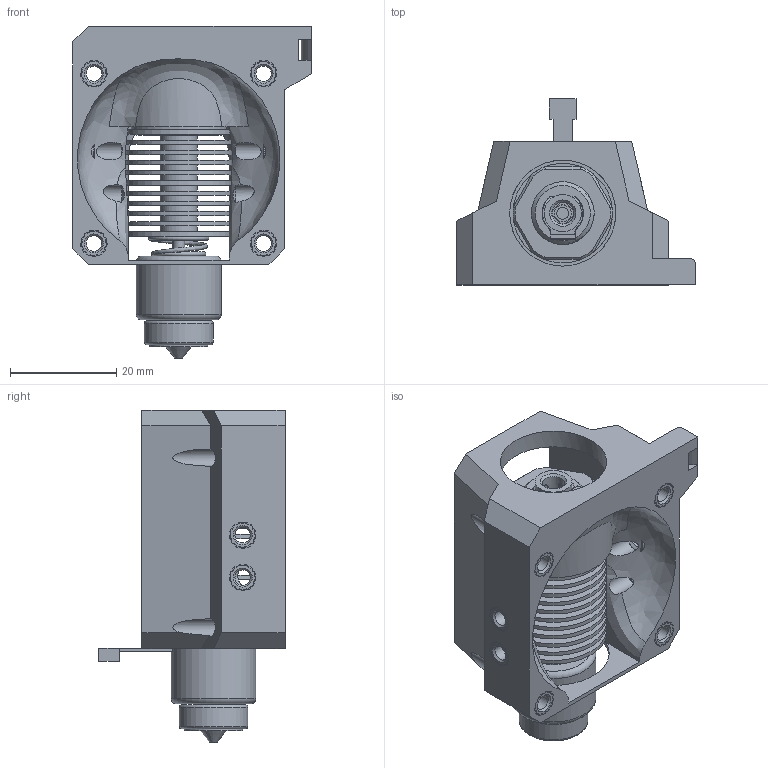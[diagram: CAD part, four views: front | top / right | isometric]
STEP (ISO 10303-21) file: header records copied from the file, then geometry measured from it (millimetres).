
FILE_DESCRIPTION(/* description */ (''),/* implementation_level */ '2;1');
FILE_NAME(/* name */ 'hotend_revo_micro.step',/* time_stamp */ '2023-11-02T13:29:38-05:00',/* author */ (''),/* organization */ (''),/* preprocessor_version */ 'ST-DEVELOPER v20',/* originating_system */ 'Autodesk Translation Framework v12.14.0.127',/* authorisation */ '');
FILE_SCHEMA (('AUTOMOTIVE_DESIGN { 1 0 10303 214 3 1 1 }'));
Length unit declared in the file: millimetre
Products named in the file (14): Hotend - Revo Micro; hotend_revo_micro; Inserts; PN596; E3D Revo Micro; Heatblock; Nozzle; Threaded_Nut; Spring; Heatbreak; Heatsink; Cable_Exit; Coupling_Clip; Coupling
Assembly tree (20 placements, depth 3):
  Hotend - Revo Micro
    hotend_revo_micro
    Inserts
      PN596  x8
    E3D Revo Micro
      Heatblock
      Nozzle
      Threaded_Nut
      Spring
      Heatbreak
      Heatsink
      Cable_Exit
      Coupling_Clip
      Coupling
Bounding box: 45 x 35.1 x 62.6 mm (x, y, z)
Volume: 24474.6 mm3; surface area: 22710.6 mm2
Topology: 18 solids, 18 shells, 1333 faces, 3616 edges, 2374 vertices
Faces by surface type: bspline 650, cylinder 364, plane 228, cone 68, torus 21, sphere 2
Full cylindrical faces by diameter (mm): 2.2 x1, 2.9 x8, 3.2 x1, 3.3 x8, 4 x1, 4.16 x1, 4.2 x8, 4.25 x8, 4.6 x8, 4.7 x8, 4.9 x1, 5 x1, 7 x13, 9 x1, 10.137 x3, 10.5 x1, 11 x1, 11.85 x3, 12 x2, 13 x1, 16 x3, 18 x1, 18.75 x1, 20 x12, 21 x1
Entity records: 22440 total; most frequent: CARTESIAN_POINT 9921, ORIENTED_EDGE 2592, DIRECTION 2433, EDGE_CURVE 1296, AXIS2_PLACEMENT_3D 973, VERTEX_POINT 834, EDGE_LOOP 586, FACE_OUTER_BOUND 514
